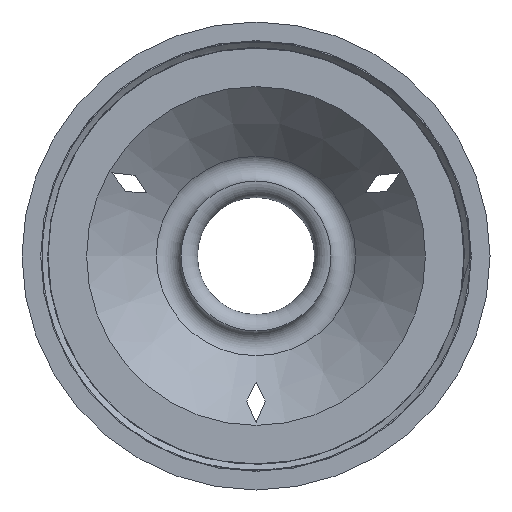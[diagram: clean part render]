
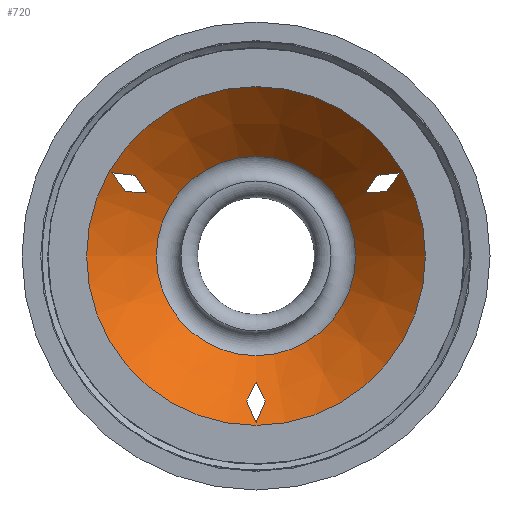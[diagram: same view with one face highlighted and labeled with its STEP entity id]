
A CAD part, front view. The second image highlights one B-rep face of the part: STEP entity #720.
In plain terms, the highlighted conical face has half-angle 45 degrees and reference radius 12.35 mm.
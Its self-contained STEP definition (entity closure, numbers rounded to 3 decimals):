
#20=(
BOUNDED_CURVE()
B_SPLINE_CURVE(2,(#1306,#1307,#1308),.UNSPECIFIED.,.F.,.F.)
B_SPLINE_CURVE_WITH_KNOTS((3,3),(0.,0.272),.UNSPECIFIED.)
CURVE()
GEOMETRIC_REPRESENTATION_ITEM()
RATIONAL_B_SPLINE_CURVE((1.,1.011,1.017))
REPRESENTATION_ITEM('')
);
#22=(
BOUNDED_CURVE()
B_SPLINE_CURVE(2,(#1316,#1317,#1318),.UNSPECIFIED.,.F.,.F.)
B_SPLINE_CURVE_WITH_KNOTS((3,3),(0.831,1.103),
 .UNSPECIFIED.)
CURVE()
GEOMETRIC_REPRESENTATION_ITEM()
RATIONAL_B_SPLINE_CURVE((1.017,1.011,1.))
REPRESENTATION_ITEM('')
);
#24=(
BOUNDED_CURVE()
B_SPLINE_CURVE(2,(#1326,#1327,#1328),.UNSPECIFIED.,.F.,.F.)
B_SPLINE_CURVE_WITH_KNOTS((3,3),(0.474,0.739),
 .UNSPECIFIED.)
CURVE()
GEOMETRIC_REPRESENTATION_ITEM()
RATIONAL_B_SPLINE_CURVE((1.011,1.008,1.))
REPRESENTATION_ITEM('')
);
#26=(
BOUNDED_CURVE()
B_SPLINE_CURVE(2,(#1334,#1335,#1336),.UNSPECIFIED.,.F.,.F.)
B_SPLINE_CURVE_WITH_KNOTS((3,3),(0.,0.265),.UNSPECIFIED.)
CURVE()
GEOMETRIC_REPRESENTATION_ITEM()
RATIONAL_B_SPLINE_CURVE((1.,1.008,1.011))
REPRESENTATION_ITEM('')
);
#28=(
BOUNDED_CURVE()
B_SPLINE_CURVE(2,(#1346,#1347,#1348),.UNSPECIFIED.,.F.,.F.)
B_SPLINE_CURVE_WITH_KNOTS((3,3),(0.831,1.103),
 .UNSPECIFIED.)
CURVE()
GEOMETRIC_REPRESENTATION_ITEM()
RATIONAL_B_SPLINE_CURVE((1.017,1.011,1.))
REPRESENTATION_ITEM('')
);
#30=(
BOUNDED_CURVE()
B_SPLINE_CURVE(2,(#1356,#1357,#1358),.UNSPECIFIED.,.F.,.F.)
B_SPLINE_CURVE_WITH_KNOTS((3,3),(0.474,0.739),
 .UNSPECIFIED.)
CURVE()
GEOMETRIC_REPRESENTATION_ITEM()
RATIONAL_B_SPLINE_CURVE((1.011,1.008,1.))
REPRESENTATION_ITEM('')
);
#32=(
BOUNDED_CURVE()
B_SPLINE_CURVE(2,(#1366,#1367,#1368),.UNSPECIFIED.,.F.,.F.)
B_SPLINE_CURVE_WITH_KNOTS((3,3),(0.,0.265),.UNSPECIFIED.)
CURVE()
GEOMETRIC_REPRESENTATION_ITEM()
RATIONAL_B_SPLINE_CURVE((1.,1.008,1.011))
REPRESENTATION_ITEM('')
);
#34=(
BOUNDED_CURVE()
B_SPLINE_CURVE(2,(#1374,#1375,#1376),.UNSPECIFIED.,.F.,.F.)
B_SPLINE_CURVE_WITH_KNOTS((3,3),(0.,0.272),.UNSPECIFIED.)
CURVE()
GEOMETRIC_REPRESENTATION_ITEM()
RATIONAL_B_SPLINE_CURVE((1.,1.011,1.017))
REPRESENTATION_ITEM('')
);
#36=(
BOUNDED_CURVE()
B_SPLINE_CURVE(2,(#1386,#1387,#1388),.UNSPECIFIED.,.F.,.F.)
B_SPLINE_CURVE_WITH_KNOTS((3,3),(0.831,1.103),
 .UNSPECIFIED.)
CURVE()
GEOMETRIC_REPRESENTATION_ITEM()
RATIONAL_B_SPLINE_CURVE((1.017,1.011,1.))
REPRESENTATION_ITEM('')
);
#38=(
BOUNDED_CURVE()
B_SPLINE_CURVE(2,(#1396,#1397,#1398),.UNSPECIFIED.,.F.,.F.)
B_SPLINE_CURVE_WITH_KNOTS((3,3),(0.474,0.739),
 .UNSPECIFIED.)
CURVE()
GEOMETRIC_REPRESENTATION_ITEM()
RATIONAL_B_SPLINE_CURVE((1.011,1.008,1.))
REPRESENTATION_ITEM('')
);
#40=(
BOUNDED_CURVE()
B_SPLINE_CURVE(2,(#1406,#1407,#1408),.UNSPECIFIED.,.F.,.F.)
B_SPLINE_CURVE_WITH_KNOTS((3,3),(0.,0.265),.UNSPECIFIED.)
CURVE()
GEOMETRIC_REPRESENTATION_ITEM()
RATIONAL_B_SPLINE_CURVE((1.,1.008,1.011))
REPRESENTATION_ITEM('')
);
#42=(
BOUNDED_CURVE()
B_SPLINE_CURVE(2,(#1414,#1415,#1416),.UNSPECIFIED.,.F.,.F.)
B_SPLINE_CURVE_WITH_KNOTS((3,3),(0.,0.272),.UNSPECIFIED.)
CURVE()
GEOMETRIC_REPRESENTATION_ITEM()
RATIONAL_B_SPLINE_CURVE((1.,1.011,1.017))
REPRESENTATION_ITEM('')
);
#44=FACE_BOUND('',#169,.T.);
#45=FACE_BOUND('',#170,.T.);
#46=FACE_BOUND('',#171,.T.);
#70=CONICAL_SURFACE('',#791,12.35,0.785);
#86=CIRCLE('',#770,18.1);
#89=CIRCLE('',#786,10.648);
#90=CIRCLE('',#787,10.648);
#91=CIRCLE('',#788,10.648);
#127=FACE_OUTER_BOUND('',#168,.T.);
#168=EDGE_LOOP('',(#580,#581,#582,#583,#584,#585));
#169=EDGE_LOOP('',(#586,#587,#588,#589));
#170=EDGE_LOOP('',(#590,#591,#592,#593));
#171=EDGE_LOOP('',(#594,#595,#596,#597));
#247=LINE('',#1432,#278);
#278=VECTOR('',#926,12.35);
#313=VERTEX_POINT('',#1295);
#316=VERTEX_POINT('',#1303);
#317=VERTEX_POINT('',#1305);
#319=VERTEX_POINT('',#1315);
#321=VERTEX_POINT('',#1325);
#324=VERTEX_POINT('',#1343);
#325=VERTEX_POINT('',#1345);
#327=VERTEX_POINT('',#1355);
#329=VERTEX_POINT('',#1365);
#332=VERTEX_POINT('',#1383);
#333=VERTEX_POINT('',#1385);
#335=VERTEX_POINT('',#1395);
#337=VERTEX_POINT('',#1405);
#340=VERTEX_POINT('',#1421);
#341=VERTEX_POINT('',#1423);
#342=VERTEX_POINT('',#1425);
#395=EDGE_CURVE('',#313,#313,#86,.T.);
#398=EDGE_CURVE('',#317,#316,#20,.T.);
#401=EDGE_CURVE('',#319,#317,#22,.T.);
#404=EDGE_CURVE('',#321,#319,#24,.T.);
#407=EDGE_CURVE('',#316,#321,#26,.T.);
#410=EDGE_CURVE('',#325,#324,#28,.T.);
#413=EDGE_CURVE('',#327,#325,#30,.T.);
#416=EDGE_CURVE('',#329,#327,#32,.T.);
#419=EDGE_CURVE('',#324,#329,#34,.T.);
#422=EDGE_CURVE('',#333,#332,#36,.T.);
#425=EDGE_CURVE('',#335,#333,#38,.T.);
#428=EDGE_CURVE('',#337,#335,#40,.T.);
#431=EDGE_CURVE('',#332,#337,#42,.T.);
#434=EDGE_CURVE('',#340,#341,#89,.T.);
#435=EDGE_CURVE('',#341,#342,#90,.T.);
#436=EDGE_CURVE('',#342,#340,#91,.T.);
#439=EDGE_CURVE('',#313,#341,#247,.T.);
#580=ORIENTED_EDGE('',*,*,#395,.T.);
#581=ORIENTED_EDGE('',*,*,#439,.T.);
#582=ORIENTED_EDGE('',*,*,#434,.F.);
#583=ORIENTED_EDGE('',*,*,#436,.F.);
#584=ORIENTED_EDGE('',*,*,#435,.F.);
#585=ORIENTED_EDGE('',*,*,#439,.F.);
#586=ORIENTED_EDGE('',*,*,#404,.T.);
#587=ORIENTED_EDGE('',*,*,#401,.T.);
#588=ORIENTED_EDGE('',*,*,#398,.T.);
#589=ORIENTED_EDGE('',*,*,#407,.T.);
#590=ORIENTED_EDGE('',*,*,#416,.T.);
#591=ORIENTED_EDGE('',*,*,#413,.T.);
#592=ORIENTED_EDGE('',*,*,#410,.T.);
#593=ORIENTED_EDGE('',*,*,#419,.T.);
#594=ORIENTED_EDGE('',*,*,#428,.T.);
#595=ORIENTED_EDGE('',*,*,#425,.T.);
#596=ORIENTED_EDGE('',*,*,#422,.T.);
#597=ORIENTED_EDGE('',*,*,#431,.T.);
#720=ADVANCED_FACE('',(#127,#44,#45,#46),#70,.F.);
#770=AXIS2_PLACEMENT_3D('',#1296,#869,#870);
#786=AXIS2_PLACEMENT_3D('',#1424,#913,#914);
#787=AXIS2_PLACEMENT_3D('',#1426,#915,#916);
#788=AXIS2_PLACEMENT_3D('',#1427,#917,#918);
#791=AXIS2_PLACEMENT_3D('',#1431,#924,#925);
#869=DIRECTION('center_axis',(0.,-1.,0.));
#870=DIRECTION('ref_axis',(-1.,0.,0.));
#913=DIRECTION('center_axis',(0.,-1.,0.));
#914=DIRECTION('ref_axis',(1.,0.,0.));
#915=DIRECTION('center_axis',(0.,-1.,0.));
#916=DIRECTION('ref_axis',(1.,0.,0.));
#917=DIRECTION('center_axis',(0.,-1.,0.));
#918=DIRECTION('ref_axis',(1.,0.,0.));
#924=DIRECTION('center_axis',(0.,-1.,0.));
#925=DIRECTION('ref_axis',(-1.,0.,0.));
#926=DIRECTION('',(-0.707,0.707,0.));
#1295=CARTESIAN_POINT('',(18.1,10.5,0.));
#1296=CARTESIAN_POINT('Origin',(0.,10.5,0.));
#1303=CARTESIAN_POINT('',(-1.,13.068,-15.5));
#1305=CARTESIAN_POINT('',(0.,10.8,-17.8));
#1306=CARTESIAN_POINT('Ctrl Pts',(0.,10.8,
-17.8));
#1307=CARTESIAN_POINT('Ctrl Pts',(-0.534,12.028,-16.572));
#1308=CARTESIAN_POINT('Ctrl Pts',(-1.,13.068,-15.5));
#1315=CARTESIAN_POINT('',(1.,13.068,-15.5));
#1316=CARTESIAN_POINT('Ctrl Pts',(1.,13.068,-15.5));
#1317=CARTESIAN_POINT('Ctrl Pts',(0.534,12.028,-16.572));
#1318=CARTESIAN_POINT('Ctrl Pts',(0.,10.8,
-17.8));
#1325=CARTESIAN_POINT('',(0.,15.1,-13.5));
#1326=CARTESIAN_POINT('Ctrl Pts',(0.,15.1,-13.5));
#1327=CARTESIAN_POINT('Ctrl Pts',(0.465,14.17,-14.43));
#1328=CARTESIAN_POINT('Ctrl Pts',(1.,13.068,-15.5));
#1334=CARTESIAN_POINT('Ctrl Pts',(-1.,13.068,-15.5));
#1335=CARTESIAN_POINT('Ctrl Pts',(-0.465,14.17,-14.43));
#1336=CARTESIAN_POINT('Ctrl Pts',(0.,15.1,-13.5));
#1343=CARTESIAN_POINT('',(-15.415,10.8,8.9));
#1345=CARTESIAN_POINT('',(-13.923,13.068,6.884));
#1346=CARTESIAN_POINT('Ctrl Pts',(-13.923,13.068,6.884));
#1347=CARTESIAN_POINT('Ctrl Pts',(-14.619,12.028,7.823));
#1348=CARTESIAN_POINT('Ctrl Pts',(-15.415,10.8,8.9));
#1355=CARTESIAN_POINT('',(-11.691,15.1,6.75));
#1356=CARTESIAN_POINT('Ctrl Pts',(-11.691,15.1,6.75));
#1357=CARTESIAN_POINT('Ctrl Pts',(-12.729,14.17,6.812));
#1358=CARTESIAN_POINT('Ctrl Pts',(-13.923,13.068,6.884));
#1365=CARTESIAN_POINT('',(-12.923,13.068,8.616));
#1366=CARTESIAN_POINT('Ctrl Pts',(-12.923,13.068,8.616));
#1367=CARTESIAN_POINT('Ctrl Pts',(-12.264,14.17,7.618));
#1368=CARTESIAN_POINT('Ctrl Pts',(-11.691,15.1,6.75));
#1374=CARTESIAN_POINT('Ctrl Pts',(-15.415,10.8,8.9));
#1375=CARTESIAN_POINT('Ctrl Pts',(-14.085,12.028,8.748));
#1376=CARTESIAN_POINT('Ctrl Pts',(-12.923,13.068,8.616));
#1383=CARTESIAN_POINT('',(15.415,10.8,8.9));
#1385=CARTESIAN_POINT('',(12.923,13.068,8.616));
#1386=CARTESIAN_POINT('Ctrl Pts',(12.923,13.068,8.616));
#1387=CARTESIAN_POINT('Ctrl Pts',(14.085,12.028,8.748));
#1388=CARTESIAN_POINT('Ctrl Pts',(15.415,10.8,8.9));
#1395=CARTESIAN_POINT('',(11.691,15.1,6.75));
#1396=CARTESIAN_POINT('Ctrl Pts',(11.691,15.1,6.75));
#1397=CARTESIAN_POINT('Ctrl Pts',(12.264,14.17,7.618));
#1398=CARTESIAN_POINT('Ctrl Pts',(12.923,13.068,8.616));
#1405=CARTESIAN_POINT('',(13.923,13.068,6.884));
#1406=CARTESIAN_POINT('Ctrl Pts',(13.923,13.068,6.884));
#1407=CARTESIAN_POINT('Ctrl Pts',(12.729,14.17,6.812));
#1408=CARTESIAN_POINT('Ctrl Pts',(11.691,15.1,6.75));
#1414=CARTESIAN_POINT('Ctrl Pts',(15.415,10.8,8.9));
#1415=CARTESIAN_POINT('Ctrl Pts',(14.619,12.028,7.823));
#1416=CARTESIAN_POINT('Ctrl Pts',(13.923,13.068,6.884));
#1421=CARTESIAN_POINT('',(0.,17.952,-10.648));
#1423=CARTESIAN_POINT('',(10.648,17.952,0.));
#1424=CARTESIAN_POINT('Origin',(0.,17.952,0.));
#1425=CARTESIAN_POINT('',(-10.648,17.952,0.));
#1426=CARTESIAN_POINT('Origin',(0.,17.952,0.));
#1427=CARTESIAN_POINT('Origin',(0.,17.952,0.));
#1431=CARTESIAN_POINT('Origin',(0.,16.25,0.));
#1432=CARTESIAN_POINT('',(12.35,16.25,0.));
